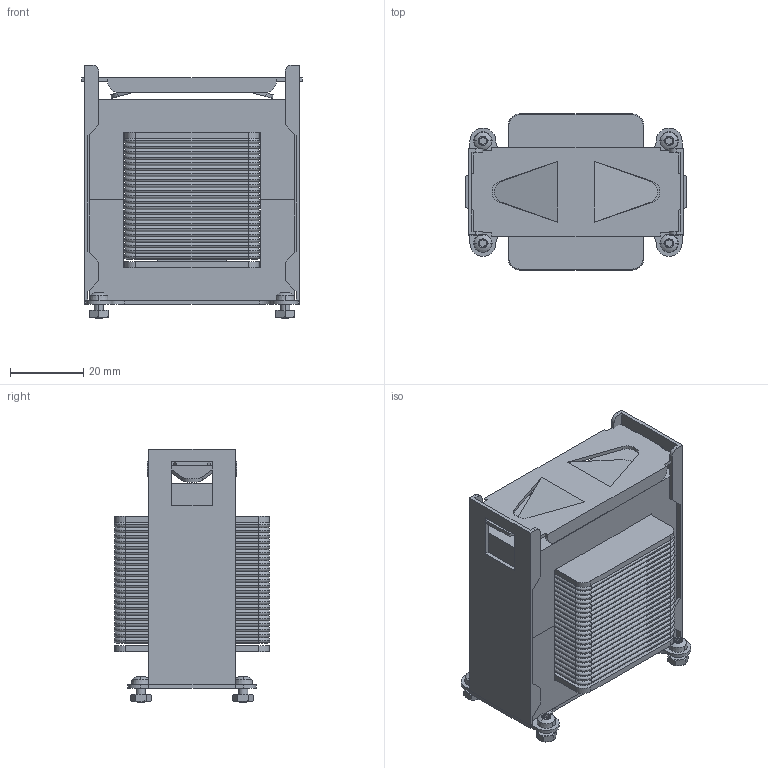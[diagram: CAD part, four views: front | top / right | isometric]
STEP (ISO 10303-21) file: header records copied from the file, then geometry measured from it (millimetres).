
FILE_DESCRIPTION((''),'2;1');
FILE_NAME('EDA-01905-V1-0_misc4.stp','2012-08-22T14:44:47',(''),(''),'Mechanical Desktop 2011','Mechanical Desktop 2011',', , ');
FILE_SCHEMA(('AUTOMOTIVE_DESIGN { 1 2 10303 214 1 1 1 1 }'));
Length unit declared in the file: millimetre
Products named in the file (2): Product; 1
Bounding box: 60.2 x 42.55 x 69.3 mm (x, y, z)
Volume: 68389 mm3; surface area: 55551.5 mm2
Topology: 39 solids, 39 shells, 752 faces, 1688 edges, 976 vertices
Faces by surface type: cylinder 274, torus 176, plane 168, cone 104, bspline 22, sphere 8
Entity records: 19049 total; most frequent: CARTESIAN_POINT 3805, DIRECTION 3450, ORIENTED_EDGE 2992, EDGE_CURVE 1496, AXIS2_PLACEMENT_3D 1389, VERTEX_POINT 868, CIRCLE 744, EDGE_LOOP 688
